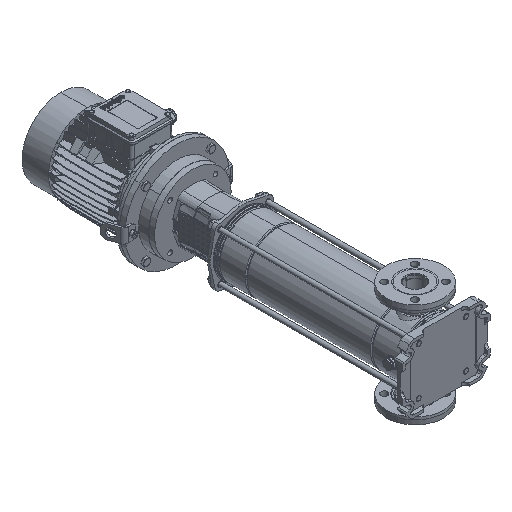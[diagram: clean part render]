
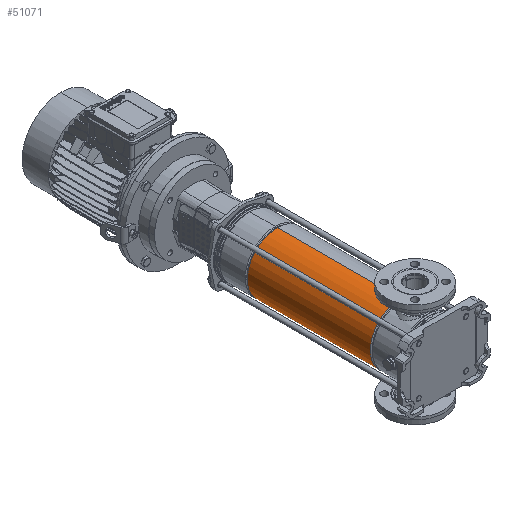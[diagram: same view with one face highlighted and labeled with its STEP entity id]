
A CAD part, isometric view. The second image highlights one B-rep face of the part: STEP entity #51071.
In plain terms, the highlighted cylindrical face has radius 85.9 mm (diameter 171.8 mm), a partial arc.
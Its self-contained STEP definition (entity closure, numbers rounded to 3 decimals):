
#3184 = CARTESIAN_POINT ( 'NONE',  ( -85.9, 0., 0. ) ) ;
#4485 = VECTOR ( 'NONE', #63427, 1000. ) ;
#8981 = DIRECTION ( 'NONE',  ( 0., 0., -1. ) ) ;
#12470 = DIRECTION ( 'NONE',  ( 0., 0., -1. ) ) ;
#13329 = ORIENTED_EDGE ( 'NONE', *, *, #43858, .T. ) ;
#23000 = AXIS2_PLACEMENT_3D ( 'NONE', #80072, #12470, #42587 ) ;
#23108 = DIRECTION ( 'NONE',  ( 0., 0., -1. ) ) ;
#23873 = AXIS2_PLACEMENT_3D ( 'NONE', #38425, #23108, #59695 ) ;
#30507 = FACE_OUTER_BOUND ( 'NONE', #50460, .T. ) ;
#31223 = CIRCLE ( 'NONE', #35955, 85.9 ) ;
#31397 = ORIENTED_EDGE ( 'NONE', *, *, #81300, .T. ) ;
#33515 = VECTOR ( 'NONE', #55014, 1000. ) ;
#35955 = AXIS2_PLACEMENT_3D ( 'NONE', #66904, #8981, #60813 ) ;
#36964 = CYLINDRICAL_SURFACE ( 'NONE', #23873, 85.9 ) ;
#37686 = EDGE_CURVE ( 'NONE', #77365, #87966, #31223, .T. ) ;
#38425 = CARTESIAN_POINT ( 'NONE',  ( 0., 0., 0. ) ) ;
#39201 = LINE ( 'NONE', #48567, #33515 ) ;
#40361 = CIRCLE ( 'NONE', #23000, 85.9 ) ;
#42587 = DIRECTION ( 'NONE',  ( -1., 0., 0. ) ) ;
#43858 = EDGE_CURVE ( 'NONE', #65368, #87966, #70806, .T. ) ;
#48567 = CARTESIAN_POINT ( 'NONE',  ( 85.9, 0., 0. ) ) ;
#48865 = ORIENTED_EDGE ( 'NONE', *, *, #97508, .F. ) ;
#50460 = EDGE_LOOP ( 'NONE', ( #48865, #31397, #13329, #65773 ) ) ;
#51071 = ADVANCED_FACE ( 'NONE', ( #30507 ), #36964, .T. ) ;
#53545 = CARTESIAN_POINT ( 'NONE',  ( -85.9, 0., 447.103 ) ) ;
#55014 = DIRECTION ( 'NONE',  ( 0., 0., -1. ) ) ;
#56478 = CARTESIAN_POINT ( 'NONE',  ( 85.9, 0., 93.897 ) ) ;
#59695 = DIRECTION ( 'NONE',  ( -1., 0., 0. ) ) ;
#59863 = CARTESIAN_POINT ( 'NONE',  ( 85.9, 0., 447.103 ) ) ;
#60813 = DIRECTION ( 'NONE',  ( -1., 0., 0. ) ) ;
#63427 = DIRECTION ( 'NONE',  ( 0., 0., -1. ) ) ;
#65368 = VERTEX_POINT ( 'NONE', #53545 ) ;
#65773 = ORIENTED_EDGE ( 'NONE', *, *, #37686, .F. ) ;
#66904 = CARTESIAN_POINT ( 'NONE',  ( 0., 0., 93.897 ) ) ;
#70806 = LINE ( 'NONE', #3184, #4485 ) ;
#77365 = VERTEX_POINT ( 'NONE', #56478 ) ;
#77619 = VERTEX_POINT ( 'NONE', #59863 ) ;
#80072 = CARTESIAN_POINT ( 'NONE',  ( 0., 0., 447.103 ) ) ;
#81300 = EDGE_CURVE ( 'NONE', #77619, #65368, #40361, .T. ) ;
#87966 = VERTEX_POINT ( 'NONE', #97658 ) ;
#97508 = EDGE_CURVE ( 'NONE', #77619, #77365, #39201, .T. ) ;
#97658 = CARTESIAN_POINT ( 'NONE',  ( -85.9, 0., 93.897 ) ) ;
